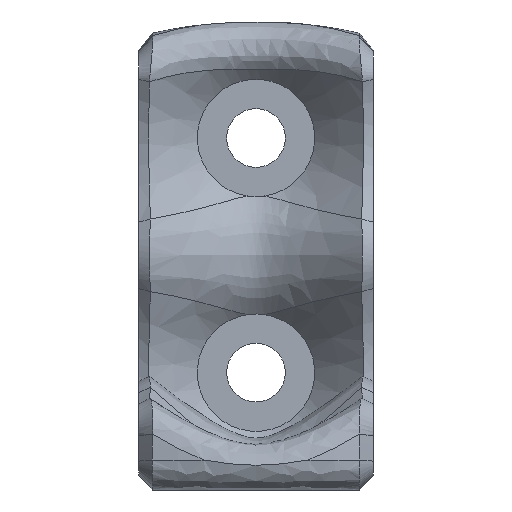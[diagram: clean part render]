
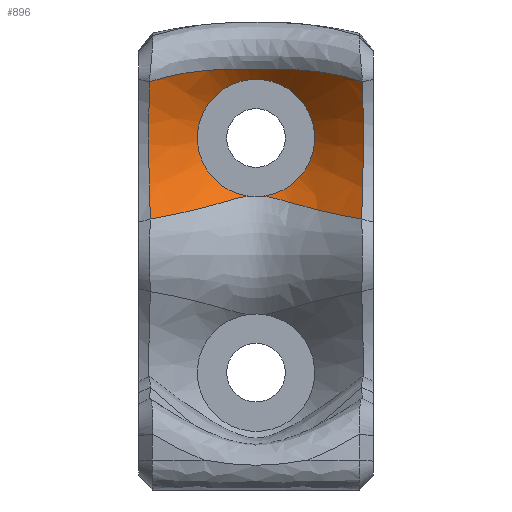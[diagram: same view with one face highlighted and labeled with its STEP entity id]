
A CAD part, front view. The second image highlights one B-rep face of the part: STEP entity #896.
In plain terms, the highlighted conical face has half-angle 45 degrees and reference radius 5 mm.
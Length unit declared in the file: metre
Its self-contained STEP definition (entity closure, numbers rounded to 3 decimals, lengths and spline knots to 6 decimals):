
#48=CONICAL_SURFACE('',#986,0.005,0.785);
#113=CIRCLE('',#987,0.005);
#184=ORIENTED_EDGE('',*,*,#468,.T.);
#185=ORIENTED_EDGE('',*,*,#469,.T.);
#186=ORIENTED_EDGE('',*,*,#470,.T.);
#187=ORIENTED_EDGE('',*,*,#471,.T.);
#188=ORIENTED_EDGE('',*,*,#472,.T.);
#189=ORIENTED_EDGE('',*,*,#473,.T.);
#468=EDGE_CURVE('',#610,#611,#671,.T.);
#469=EDGE_CURVE('',#611,#612,#672,.T.);
#470=EDGE_CURVE('',#612,#613,#673,.T.);
#471=EDGE_CURVE('',#613,#614,#674,.T.);
#472=EDGE_CURVE('',#614,#615,#675,.T.);
#473=EDGE_CURVE('',#615,#610,#113,.F.);
#610=VERTEX_POINT('',#1580);
#611=VERTEX_POINT('',#1581);
#612=VERTEX_POINT('',#1600);
#613=VERTEX_POINT('',#1611);
#614=VERTEX_POINT('',#1628);
#615=VERTEX_POINT('',#1637);
#671=B_SPLINE_CURVE_WITH_KNOTS('',3,(#1572,#1573,#1574,#1575,#1576,#1577,
#1578,#1579),.UNSPECIFIED.,.F.,.F.,(4,1,1,1,1,4),(0.013409,0.014751,
0.016093,0.018778,0.021462,0.024146),
 .UNSPECIFIED.);
#672=B_SPLINE_CURVE_WITH_KNOTS('',3,(#1582,#1583,#1584,#1585,#1586,#1587,
#1588,#1589,#1590,#1591,#1592,#1593,#1594,#1595,#1596,#1597,#1598,#1599),
 .UNSPECIFIED.,.F.,.F.,(4,1,1,1,1,1,1,1,1,1,1,1,1,1,1,4),(0.,0.125,0.1875,
0.21875,0.25,0.28125,0.3125,0.375,0.5,0.625,0.6875,0.75,0.78125,0.8125,
0.875,1.),.UNSPECIFIED.);
#673=B_SPLINE_CURVE_WITH_KNOTS('',3,(#1601,#1602,#1603,#1604,#1605,#1606,
#1607,#1608,#1609,#1610),.UNSPECIFIED.,.F.,.F.,(4,1,1,1,1,1,1,4),(0.00121,
0.006339,0.008904,0.011469,0.014033,
0.016598,0.019163,0.021727),.UNSPECIFIED.);
#674=B_SPLINE_CURVE_WITH_KNOTS('',3,(#1612,#1613,#1614,#1615,#1616,#1617,
#1618,#1619,#1620,#1621,#1622,#1623,#1624,#1625,#1626,#1627),
 .UNSPECIFIED.,.F.,.F.,(4,1,1,1,1,1,1,1,1,1,1,1,1,4),(0.,0.125,0.1875,0.25,
0.3125,0.375,0.4375,0.5,0.625,0.6875,0.75,0.8125,0.875,1.),
 .UNSPECIFIED.);
#675=B_SPLINE_CURVE_WITH_KNOTS('',3,(#1629,#1630,#1631,#1632,#1633,#1634,
#1635,#1636),.UNSPECIFIED.,.F.,.F.,(4,1,1,1,1,4),(0.001346,0.004026,
0.006706,0.009386,0.010726,0.012066),
 .UNSPECIFIED.);
#750=EDGE_LOOP('',(#184,#185,#186,#187,#188,#189));
#823=FACE_BOUND('',#750,.T.);
#896=ADVANCED_FACE('',(#823),#48,.F.);
#986=AXIS2_PLACEMENT_3D('',#1571,#1081,#1082);
#987=AXIS2_PLACEMENT_3D('',#1638,#1083,#1084);
#1081=DIRECTION('',(0.,-1.,0.));
#1082=DIRECTION('',(1.,0.,0.));
#1083=DIRECTION('',(0.,-1.,0.));
#1084=DIRECTION('',(-1.,0.,0.));
#1571=CARTESIAN_POINT('',(0.,-0.0024,0.03));
#1572=CARTESIAN_POINT('',(0.000671,-0.0024,0.025045));
#1573=CARTESIAN_POINT('',(0.001103,-0.002515,0.024988));
#1574=CARTESIAN_POINT('',(0.001893,-0.002914,0.024794));
#1575=CARTESIAN_POINT('',(0.003318,-0.00389,0.02438));
#1576=CARTESIAN_POINT('',(0.005022,-0.005266,0.023907));
#1577=CARTESIAN_POINT('',(0.007023,-0.006981,0.023454));
#1578=CARTESIAN_POINT('',(0.008347,-0.008156,0.023208));
#1579=CARTESIAN_POINT('',(0.009007,-0.008748,0.023097));
#1580=CARTESIAN_POINT('',(0.000671,-0.0024,0.025045));
#1581=CARTESIAN_POINT('',(0.009007,-0.008748,0.023097));
#1582=CARTESIAN_POINT('',(0.009007,-0.008748,0.023097));
#1583=CARTESIAN_POINT('',(0.009019,-0.008471,0.023567));
#1584=CARTESIAN_POINT('',(0.009038,-0.008094,0.024261));
#1585=CARTESIAN_POINT('',(0.009061,-0.007722,0.025048));
#1586=CARTESIAN_POINT('',(0.009074,-0.007526,0.025503));
#1587=CARTESIAN_POINT('',(0.009083,-0.007397,0.025819));
#1588=CARTESIAN_POINT('',(0.009094,-0.007244,0.026224));
#1589=CARTESIAN_POINT('',(0.009106,-0.007072,0.026725));
#1590=CARTESIAN_POINT('',(0.009126,-0.006812,0.027611));
#1591=CARTESIAN_POINT('',(0.009148,-0.006579,0.028836));
#1592=CARTESIAN_POINT('',(0.009155,-0.006529,0.030182));
#1593=CARTESIAN_POINT('',(0.009144,-0.006615,0.031219));
#1594=CARTESIAN_POINT('',(0.009135,-0.006716,0.031861));
#1595=CARTESIAN_POINT('',(0.009125,-0.006831,0.032393));
#1596=CARTESIAN_POINT('',(0.009114,-0.006951,0.032872));
#1597=CARTESIAN_POINT('',(0.009095,-0.007182,0.033645));
#1598=CARTESIAN_POINT('',(0.009076,-0.007449,0.034334));
#1599=CARTESIAN_POINT('',(0.009063,-0.007654,0.034797));
#1600=CARTESIAN_POINT('',(0.009063,-0.007654,0.034797));
#1601=CARTESIAN_POINT('',(0.009063,-0.007654,0.034797));
#1602=CARTESIAN_POINT('',(0.007726,-0.006676,0.035233));
#1603=CARTESIAN_POINT('',(0.005621,-0.005235,0.035687));
#1604=CARTESIAN_POINT('',(0.002586,-0.003684,0.035871));
#1605=CARTESIAN_POINT('',(0.000022,-0.003066,0.035869));
#1606=CARTESIAN_POINT('',(-0.002561,-0.003672,0.035872));
#1607=CARTESIAN_POINT('',(-0.004854,-0.004841,0.035734));
#1608=CARTESIAN_POINT('',(-0.007025,-0.006201,0.035385));
#1609=CARTESIAN_POINT('',(-0.008392,-0.007164,0.035015));
#1610=CARTESIAN_POINT('',(-0.009063,-0.007654,0.034797));
#1611=CARTESIAN_POINT('',(-0.009063,-0.007654,0.034797));
#1612=CARTESIAN_POINT('',(-0.009063,-0.007654,0.034797));
#1613=CARTESIAN_POINT('',(-0.009076,-0.007444,0.034322));
#1614=CARTESIAN_POINT('',(-0.009095,-0.007173,0.033626));
#1615=CARTESIAN_POINT('',(-0.009118,-0.0069,0.032689));
#1616=CARTESIAN_POINT('',(-0.009133,-0.006746,0.032028));
#1617=CARTESIAN_POINT('',(-0.009144,-0.006611,0.0312));
#1618=CARTESIAN_POINT('',(-0.00915,-0.006549,0.03043));
#1619=CARTESIAN_POINT('',(-0.009151,-0.006546,0.029651));
#1620=CARTESIAN_POINT('',(-0.009144,-0.006628,0.02858));
#1621=CARTESIAN_POINT('',(-0.009124,-0.006815,0.027597));
#1622=CARTESIAN_POINT('',(-0.009101,-0.007105,0.026603));
#1623=CARTESIAN_POINT('',(-0.00908,-0.007395,0.025804));
#1624=CARTESIAN_POINT('',(-0.009062,-0.007663,0.025173));
#1625=CARTESIAN_POINT('',(-0.009037,-0.008093,0.024259));
#1626=CARTESIAN_POINT('',(-0.009019,-0.00847,0.02357));
#1627=CARTESIAN_POINT('',(-0.009007,-0.008748,0.023097));
#1628=CARTESIAN_POINT('',(-0.009007,-0.008748,0.023097));
#1629=CARTESIAN_POINT('',(-0.009007,-0.008748,0.023097));
#1630=CARTESIAN_POINT('',(-0.008347,-0.008156,0.023208));
#1631=CARTESIAN_POINT('',(-0.007023,-0.006981,0.023454));
#1632=CARTESIAN_POINT('',(-0.005017,-0.005262,0.023908));
#1633=CARTESIAN_POINT('',(-0.003324,-0.003893,0.024379));
#1634=CARTESIAN_POINT('',(-0.001886,-0.002909,0.024796));
#1635=CARTESIAN_POINT('',(-0.001101,-0.002514,0.024988));
#1636=CARTESIAN_POINT('',(-0.000671,-0.0024,0.025045));
#1637=CARTESIAN_POINT('',(-0.000671,-0.0024,0.025045));
#1638=CARTESIAN_POINT('',(0.,-0.0024,0.03));
